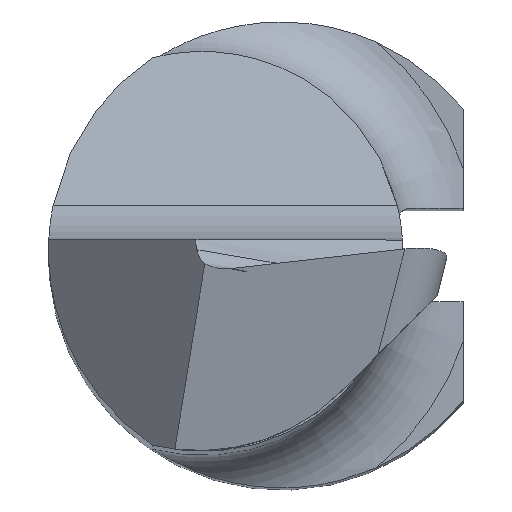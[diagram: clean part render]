
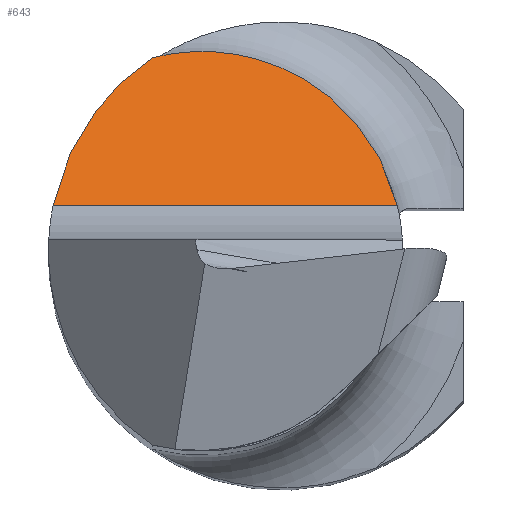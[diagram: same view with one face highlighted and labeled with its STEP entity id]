
A CAD part, top view. The second image highlights one B-rep face of the part: STEP entity #643.
In plain terms, the highlighted planar face has unit normal (0, 0.766, 0.643).
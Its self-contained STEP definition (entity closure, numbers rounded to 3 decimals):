
#29 = CARTESIAN_POINT ( 'NONE',  ( -1.943, 1.711, 34.447 ) ) ;
#41 = CARTESIAN_POINT ( 'NONE',  ( -2.5, 0.494, 35.897 ) ) ;
#45 = LINE ( 'NONE', #41, #394 ) ;
#55 = CARTESIAN_POINT ( 'NONE',  ( 1.242, 0.494, 35.897 ) ) ;
#81 = ORIENTED_EDGE ( 'NONE', *, *, #864, .T. ) ;
#98 = CARTESIAN_POINT ( 'NONE',  ( -2.5, 0.494, 35.897 ) ) ;
#132 = DIRECTION ( 'NONE',  ( 1., 0., 0. ) ) ;
#211 = ORIENTED_EDGE ( 'NONE', *, *, #477, .T. ) ;
#311 = CARTESIAN_POINT ( 'NONE',  ( -1.382, 2.083, 34.004 ) ) ;
#324 = CARTESIAN_POINT ( 'NONE',  ( -1.382, 2.083, 34.004 ) ) ;
#354 = CARTESIAN_POINT ( 'NONE',  ( -2.451, 0.494, 35.897 ) ) ;
#359 = FACE_OUTER_BOUND ( 'NONE', #1047, .T. ) ;
#383 =( BOUNDED_CURVE ( )  B_SPLINE_CURVE ( 3, ( #483, #1071, #29, #311 ),
 .UNSPECIFIED., .F., .T. ) 
 B_SPLINE_CURVE_WITH_KNOTS ( ( 4, 4 ),
 ( 4.911, 5.697 ),
 .UNSPECIFIED. ) 
 CURVE ( )  GEOMETRIC_REPRESENTATION_ITEM ( )  RATIONAL_B_SPLINE_CURVE ( ( 1., 0.949, 0.949, 1. ) ) 
 REPRESENTATION_ITEM ( '' )  );
#394 = VECTOR ( 'NONE', #132, 1000. ) ;
#477 = EDGE_CURVE ( 'NONE', #1151, #800, #45, .T. ) ;
#483 = CARTESIAN_POINT ( 'NONE',  ( -2.451, 0.494, 35.897 ) ) ;
#552 =( BOUNDED_CURVE ( )  B_SPLINE_CURVE ( 3, ( #55, #1075, #1177, #324 ),
 .UNSPECIFIED., .F., .T. ) 
 B_SPLINE_CURVE_WITH_KNOTS ( ( 4, 4 ),
 ( 4.944, 6.533 ),
 .UNSPECIFIED. ) 
 CURVE ( )  GEOMETRIC_REPRESENTATION_ITEM ( )  RATIONAL_B_SPLINE_CURVE ( ( 1., 0.8, 0.8, 1. ) ) 
 REPRESENTATION_ITEM ( '' )  );
#643 = ADVANCED_FACE ( 'NONE', ( #359 ), #1106, .F. ) ;
#717 = EDGE_CURVE ( 'NONE', #1151, #1194, #383, .T. ) ;
#742 = DIRECTION ( 'NONE',  ( 0., -0.766, -0.643 ) ) ;
#778 = ORIENTED_EDGE ( 'NONE', *, *, #717, .F. ) ;
#800 = VERTEX_POINT ( 'NONE', #881 ) ;
#848 = CARTESIAN_POINT ( 'NONE',  ( -1.382, 2.083, 34.004 ) ) ;
#864 = EDGE_CURVE ( 'NONE', #800, #1194, #552, .T. ) ;
#881 = CARTESIAN_POINT ( 'NONE',  ( 1.242, 0.494, 35.897 ) ) ;
#904 = AXIS2_PLACEMENT_3D ( 'NONE', #98, #742, #939 ) ;
#939 = DIRECTION ( 'NONE',  ( 0., 0.643, -0.766 ) ) ;
#1047 = EDGE_LOOP ( 'NONE', ( #211, #81, #778 ) ) ;
#1071 = CARTESIAN_POINT ( 'NONE',  ( -2.318, 1.153, 35.112 ) ) ;
#1075 = CARTESIAN_POINT ( 'NONE',  ( 0.949, 1.738, 34.415 ) ) ;
#1106 = PLANE ( 'NONE',  #904 ) ;
#1151 = VERTEX_POINT ( 'NONE', #354 ) ;
#1177 = CARTESIAN_POINT ( 'NONE',  ( -0.144, 2.399, 33.627 ) ) ;
#1194 = VERTEX_POINT ( 'NONE', #848 ) ;
